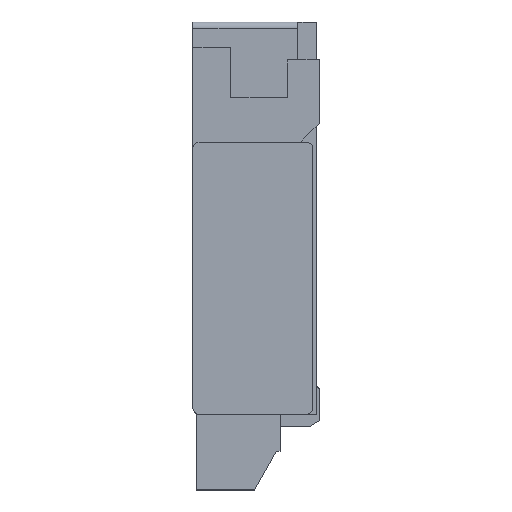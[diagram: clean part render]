
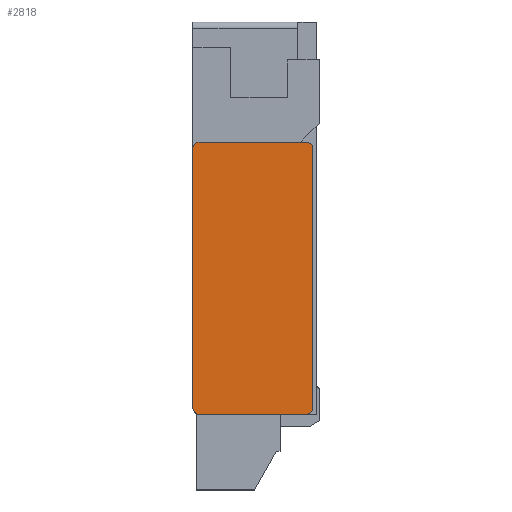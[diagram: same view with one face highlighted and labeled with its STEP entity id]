
A CAD part, left-side view. The second image highlights one B-rep face of the part: STEP entity #2818.
In plain terms, the highlighted planar face has unit normal (-1, 0, 0).
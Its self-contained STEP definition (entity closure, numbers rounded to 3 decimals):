
#19 = CARTESIAN_POINT ( 'NONE',  ( -2., 0.1, -1.25 ) ) ;
#27 = DIRECTION ( 'NONE',  ( 0., -1., 0. ) ) ;
#145 = DIRECTION ( 'NONE',  ( 0., 0., -1. ) ) ;
#146 = CARTESIAN_POINT ( 'NONE',  ( -2., 1., -1.2 ) ) ;
#434 = EDGE_LOOP ( 'NONE', ( #1996, #1997, #1998, #1999, #2000, #2001, #2002, #2003 ) ) ;
#633 = VERTEX_POINT ( 'NONE', #955 ) ;
#637 = VERTEX_POINT ( 'NONE', #952 ) ;
#644 = VERTEX_POINT ( 'NONE', #962 ) ;
#645 = VERTEX_POINT ( 'NONE', #963 ) ;
#779 = VERTEX_POINT ( 'NONE', #1097 ) ;
#780 = VERTEX_POINT ( 'NONE', #1098 ) ;
#798 = VERTEX_POINT ( 'NONE', #1116 ) ;
#799 = VERTEX_POINT ( 'NONE', #1117 ) ;
#952 = CARTESIAN_POINT ( 'NONE',  ( -2., 0.95, -1.25 ) ) ;
#955 = CARTESIAN_POINT ( 'NONE',  ( -2., 0.1, -1.25 ) ) ;
#962 = CARTESIAN_POINT ( 'NONE',  ( -2., 1., -1.2 ) ) ;
#963 = CARTESIAN_POINT ( 'NONE',  ( -2., 1., 0.85 ) ) ;
#1097 = CARTESIAN_POINT ( 'NONE',  ( -2., 0.05, -1.2 ) ) ;
#1098 = CARTESIAN_POINT ( 'NONE',  ( -2., 0.05, 0.85 ) ) ;
#1116 = CARTESIAN_POINT ( 'NONE',  ( -2., 0.95, 0.9 ) ) ;
#1117 = CARTESIAN_POINT ( 'NONE',  ( -2., 0.1, 0.9 ) ) ;
#1772 = EDGE_CURVE ( 'NONE', #637, #633, #3560, .T. ) ;
#1783 = EDGE_CURVE ( 'NONE', #645, #644, #3582, .T. ) ;
#1996 = ORIENTED_EDGE ( 'NONE', *, *, #2594, .T. ) ;
#1997 = ORIENTED_EDGE ( 'NONE', *, *, #2571, .T. ) ;
#1998 = ORIENTED_EDGE ( 'NONE', *, *, #2586, .T. ) ;
#1999 = ORIENTED_EDGE ( 'NONE', *, *, #1783, .T. ) ;
#2000 = ORIENTED_EDGE ( 'NONE', *, *, #2595, .T. ) ;
#2001 = ORIENTED_EDGE ( 'NONE', *, *, #1772, .T. ) ;
#2002 = ORIENTED_EDGE ( 'NONE', *, *, #2598, .T. ) ;
#2003 = ORIENTED_EDGE ( 'NONE', *, *, #2581, .T. ) ;
#2571 = EDGE_CURVE ( 'NONE', #799, #798, #3739, .T. ) ;
#2581 = EDGE_CURVE ( 'NONE', #779, #780, #3775, .T. ) ;
#2586 = EDGE_CURVE ( 'NONE', #798, #645, #3786, .T. ) ;
#2594 = EDGE_CURVE ( 'NONE', #780, #799, #3799, .T. ) ;
#2595 = EDGE_CURVE ( 'NONE', #644, #637, #3801, .T. ) ;
#2598 = EDGE_CURVE ( 'NONE', #633, #779, #3805, .T. ) ;
#2818 = ADVANCED_FACE ( 'NONE', ( #5302 ), #4448, .F. ) ;
#3018 = AXIS2_PLACEMENT_3D ( 'NONE', #3937, #3938, #3939 ) ;
#3024 = AXIS2_PLACEMENT_3D ( 'NONE', #3952, #3959, #3960 ) ;
#3025 = AXIS2_PLACEMENT_3D ( 'NONE', #3955, #3961, #3962 ) ;
#3026 = AXIS2_PLACEMENT_3D ( 'NONE', #3966, #3968, #3969 ) ;
#3076 = AXIS2_PLACEMENT_3D ( 'NONE', #4451, #4466, #4467 ) ;
#3560 = LINE ( 'NONE', #19, #3561 ) ;
#3561 = VECTOR ( 'NONE', #27, 1000. ) ;
#3582 = LINE ( 'NONE', #146, #3583 ) ;
#3583 = VECTOR ( 'NONE', #145, 1000. ) ;
#3739 = LINE ( 'NONE', #3905, #3756 ) ;
#3756 = VECTOR ( 'NONE', #3906, 1000. ) ;
#3775 = LINE ( 'NONE', #3926, #3776 ) ;
#3776 = VECTOR ( 'NONE', #3927, 1000. ) ;
#3786 = CIRCLE ( 'NONE', #3018, 0.05 ) ;
#3799 = CIRCLE ( 'NONE', #3024, 0.05 ) ;
#3801 = CIRCLE ( 'NONE', #3025, 0.05 ) ;
#3805 = CIRCLE ( 'NONE', #3026, 0.05 ) ;
#3905 = CARTESIAN_POINT ( 'NONE',  ( -2., 0.95, 0.9 ) ) ;
#3906 = DIRECTION ( 'NONE',  ( 0., 1., 0. ) ) ;
#3926 = CARTESIAN_POINT ( 'NONE',  ( -2., 0.05, 0.85 ) ) ;
#3927 = DIRECTION ( 'NONE',  ( 0., 0., 1. ) ) ;
#3937 = CARTESIAN_POINT ( 'NONE',  ( -2., 0.95, 0.85 ) ) ;
#3938 = DIRECTION ( 'NONE',  ( -1., 0., 0. ) ) ;
#3939 = DIRECTION ( 'NONE',  ( 0., 0., 1. ) ) ;
#3952 = CARTESIAN_POINT ( 'NONE',  ( -2., 0.1, 0.85 ) ) ;
#3955 = CARTESIAN_POINT ( 'NONE',  ( -2., 0.95, -1.2 ) ) ;
#3959 = DIRECTION ( 'NONE',  ( -1., 0., 0. ) ) ;
#3960 = DIRECTION ( 'NONE',  ( 0., 0., 1. ) ) ;
#3961 = DIRECTION ( 'NONE',  ( -1., 0., 0. ) ) ;
#3962 = DIRECTION ( 'NONE',  ( 0., 0., 1. ) ) ;
#3966 = CARTESIAN_POINT ( 'NONE',  ( -2., 0.1, -1.2 ) ) ;
#3968 = DIRECTION ( 'NONE',  ( -1., 0., 0. ) ) ;
#3969 = DIRECTION ( 'NONE',  ( 0., 0., 1. ) ) ;
#4448 = PLANE ( 'NONE',  #3076 ) ;
#4451 = CARTESIAN_POINT ( 'NONE',  ( -2., 1., -1.25 ) ) ;
#4466 = DIRECTION ( 'NONE',  ( 1., 0., 0. ) ) ;
#4467 = DIRECTION ( 'NONE',  ( 0., 0., -1. ) ) ;
#5302 = FACE_OUTER_BOUND ( 'NONE', #434, .T. ) ;
